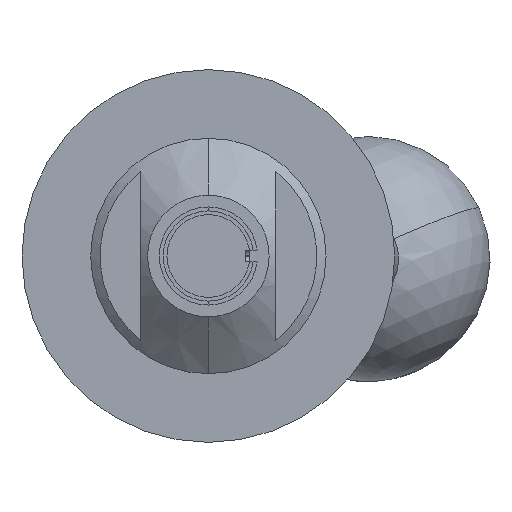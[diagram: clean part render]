
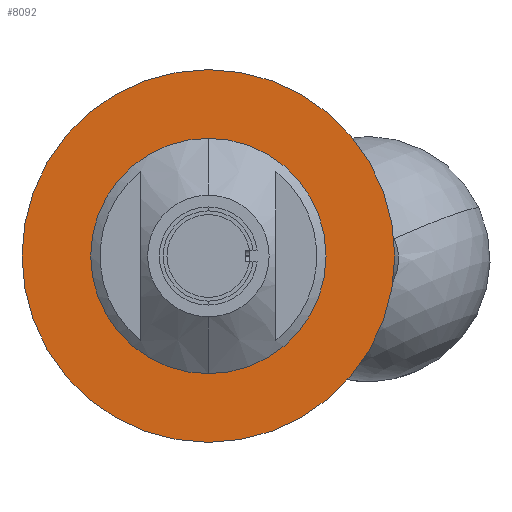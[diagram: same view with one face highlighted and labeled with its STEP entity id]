
A CAD part, left-side view. The second image highlights one B-rep face of the part: STEP entity #8092.
In plain terms, the highlighted planar face has unit normal (-1, 0, 0).
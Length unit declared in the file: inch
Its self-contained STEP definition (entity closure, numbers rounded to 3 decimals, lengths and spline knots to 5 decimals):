
#72 = VERTEX_POINT ( 'NONE', #12768 ) ;
#126 = ORIENTED_EDGE ( 'NONE', *, *, #2760, .T. ) ;
#776 = DIRECTION ( 'NONE',  ( 0., 0., 1. ) ) ;
#1159 = CARTESIAN_POINT ( 'NONE',  ( -3.405, 0., 0. ) ) ;
#1583 = CARTESIAN_POINT ( 'NONE',  ( -3.405, 0., -0.95 ) ) ;
#1703 = EDGE_CURVE ( 'NONE', #3524, #72, #11441, .T. ) ;
#2210 = CIRCLE ( 'NONE', #11646, 0.95 ) ;
#2213 = DIRECTION ( 'NONE',  ( 1., 0., 0. ) ) ;
#2608 = EDGE_CURVE ( 'NONE', #6574, #6902, #11169, .T. ) ;
#2760 = EDGE_CURVE ( 'NONE', #6902, #6574, #2210, .T. ) ;
#3172 = PLANE ( 'NONE',  #9847 ) ;
#3303 = FACE_BOUND ( 'NONE', #8204, .T. ) ;
#3524 = VERTEX_POINT ( 'NONE', #13855 ) ;
#4316 = AXIS2_PLACEMENT_3D ( 'NONE', #1159, #5450, #12004 ) ;
#4351 = CARTESIAN_POINT ( 'NONE',  ( -3.405, 0., 0. ) ) ;
#4485 = DIRECTION ( 'NONE',  ( 0., 0., 1. ) ) ;
#4678 = CARTESIAN_POINT ( 'NONE',  ( -3.405, 0., 0.95 ) ) ;
#5450 = DIRECTION ( 'NONE',  ( -1., 0., 0. ) ) ;
#6574 = VERTEX_POINT ( 'NONE', #4678 ) ;
#6902 = VERTEX_POINT ( 'NONE', #1583 ) ;
#7384 = CIRCLE ( 'NONE', #8977, 0.6 ) ;
#8092 = ADVANCED_FACE ( 'NONE', ( #3303, #10649 ), #3172, .F. ) ;
#8204 = EDGE_LOOP ( 'NONE', ( #12198, #9896 ) ) ;
#8560 = DIRECTION ( 'NONE',  ( -1., 0., 0. ) ) ;
#8977 = AXIS2_PLACEMENT_3D ( 'NONE', #4351, #9881, #4485 ) ;
#9015 = CARTESIAN_POINT ( 'NONE',  ( -3.405, 0., 0. ) ) ;
#9041 = EDGE_LOOP ( 'NONE', ( #12235, #126 ) ) ;
#9847 = AXIS2_PLACEMENT_3D ( 'NONE', #12915, #2213, #10856 ) ;
#9881 = DIRECTION ( 'NONE',  ( -1., 0., 0. ) ) ;
#9896 = ORIENTED_EDGE ( 'NONE', *, *, #11970, .F. ) ;
#10649 = FACE_OUTER_BOUND ( 'NONE', #9041, .T. ) ;
#10856 = DIRECTION ( 'NONE',  ( 0., 0., -1. ) ) ;
#11169 = CIRCLE ( 'NONE', #4316, 0.95 ) ;
#11441 = CIRCLE ( 'NONE', #13533, 0.6 ) ;
#11541 = DIRECTION ( 'NONE',  ( 0., 0., 1. ) ) ;
#11646 = AXIS2_PLACEMENT_3D ( 'NONE', #9015, #13436, #11541 ) ;
#11761 = CARTESIAN_POINT ( 'NONE',  ( -3.405, 0., 0. ) ) ;
#11970 = EDGE_CURVE ( 'NONE', #72, #3524, #7384, .T. ) ;
#12004 = DIRECTION ( 'NONE',  ( 0., 0., 1. ) ) ;
#12198 = ORIENTED_EDGE ( 'NONE', *, *, #1703, .F. ) ;
#12235 = ORIENTED_EDGE ( 'NONE', *, *, #2608, .T. ) ;
#12768 = CARTESIAN_POINT ( 'NONE',  ( -3.405, 0., -0.6 ) ) ;
#12915 = CARTESIAN_POINT ( 'NONE',  ( -3.405, 0.95, 0. ) ) ;
#13436 = DIRECTION ( 'NONE',  ( -1., 0., 0. ) ) ;
#13533 = AXIS2_PLACEMENT_3D ( 'NONE', #11761, #8560, #776 ) ;
#13855 = CARTESIAN_POINT ( 'NONE',  ( -3.405, 0., 0.6 ) ) ;
